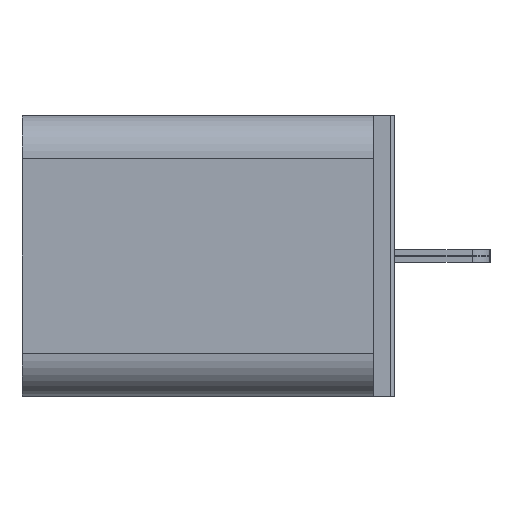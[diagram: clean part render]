
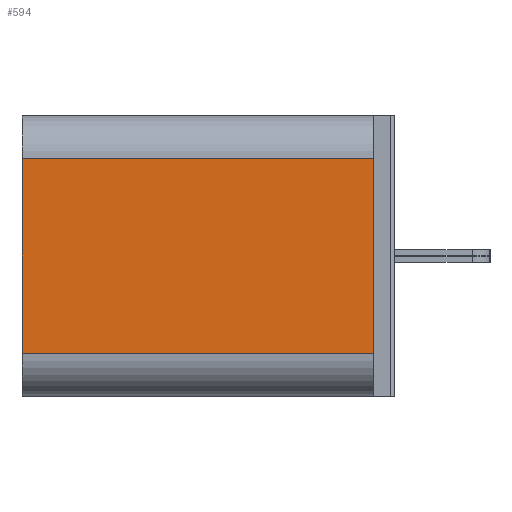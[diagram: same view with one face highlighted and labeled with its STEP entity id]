
A CAD part, left-side view. The second image highlights one B-rep face of the part: STEP entity #594.
In plain terms, the highlighted planar face has unit normal (-1, 0, 0).
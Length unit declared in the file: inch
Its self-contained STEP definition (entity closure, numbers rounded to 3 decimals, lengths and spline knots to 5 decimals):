
#198 = ORIENTED_EDGE ( 'NONE', *, *, #10537, .F. ) ;
#594 = ADVANCED_FACE ( 'NONE', ( #38862 ), #25156, .F. ) ;
#700 = ORIENTED_EDGE ( 'NONE', *, *, #16247, .T. ) ;
#827 = CARTESIAN_POINT ( 'NONE',  ( -0.766, 0., 0. ) ) ;
#1167 = DIRECTION ( 'NONE',  ( 0., 0., 1. ) ) ;
#1680 = ORIENTED_EDGE ( 'NONE', *, *, #26899, .T. ) ;
#2995 = CARTESIAN_POINT ( 'NONE',  ( -0.766, 0.406, 0.1625 ) ) ;
#3284 = AXIS2_PLACEMENT_3D ( 'NONE', #24983, #24946, #24909 ) ;
#4200 = LINE ( 'NONE', #827, #37660 ) ;
#4553 = CARTESIAN_POINT ( 'NONE',  ( -0.766, 0.406, -0.1125 ) ) ;
#5390 = CARTESIAN_POINT ( 'NONE',  ( -0.766, 0., -0.1125 ) ) ;
#6785 = LINE ( 'NONE', #32733, #34473 ) ;
#9037 = VERTEX_POINT ( 'NONE', #5390 ) ;
#10125 = VERTEX_POINT ( 'NONE', #4553 ) ;
#10537 = EDGE_CURVE ( 'NONE', #10125, #37175, #27645, .T. ) ;
#13320 = VECTOR ( 'NONE', #17302, 39.37008 ) ;
#15830 = CARTESIAN_POINT ( 'NONE',  ( -0.766, 0., 0.1125 ) ) ;
#16247 = EDGE_CURVE ( 'NONE', #10125, #9037, #25346, .T. ) ;
#16962 = VERTEX_POINT ( 'NONE', #15830 ) ;
#17302 = DIRECTION ( 'NONE',  ( 0., -1., 0. ) ) ;
#18038 = CARTESIAN_POINT ( 'NONE',  ( -0.766, 0.406, -0.1125 ) ) ;
#18318 = EDGE_CURVE ( 'NONE', #16962, #37175, #6785, .T. ) ;
#24909 = DIRECTION ( 'NONE',  ( 0., 0., -1. ) ) ;
#24946 = DIRECTION ( 'NONE',  ( 1., 0., 0. ) ) ;
#24983 = CARTESIAN_POINT ( 'NONE',  ( -0.766, 0.406, 0.1625 ) ) ;
#25156 = PLANE ( 'NONE',  #3284 ) ;
#25346 = LINE ( 'NONE', #18038, #13320 ) ;
#26899 = EDGE_CURVE ( 'NONE', #9037, #16962, #4200, .T. ) ;
#27261 = CARTESIAN_POINT ( 'NONE',  ( -0.766, 0.406, 0.1125 ) ) ;
#27558 = VECTOR ( 'NONE', #1167, 39.37008 ) ;
#27645 = LINE ( 'NONE', #2995, #27558 ) ;
#32733 = CARTESIAN_POINT ( 'NONE',  ( -0.766, 0.406, 0.1125 ) ) ;
#32780 = DIRECTION ( 'NONE',  ( 0., 1., 0. ) ) ;
#34473 = VECTOR ( 'NONE', #32780, 39.37008 ) ;
#35882 = DIRECTION ( 'NONE',  ( 0., 0., 1. ) ) ;
#37175 = VERTEX_POINT ( 'NONE', #27261 ) ;
#37660 = VECTOR ( 'NONE', #35882, 39.37008 ) ;
#38174 = EDGE_LOOP ( 'NONE', ( #198, #700, #1680, #38625 ) ) ;
#38625 = ORIENTED_EDGE ( 'NONE', *, *, #18318, .T. ) ;
#38862 = FACE_OUTER_BOUND ( 'NONE', #38174, .T. ) ;
